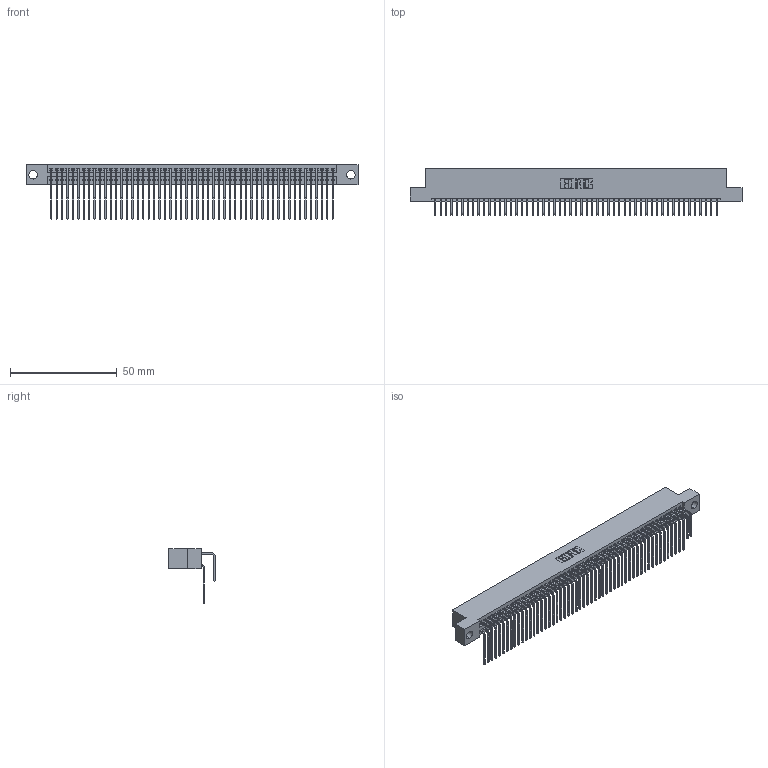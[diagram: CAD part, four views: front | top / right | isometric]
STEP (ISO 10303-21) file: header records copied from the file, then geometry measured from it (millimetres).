
FILE_DESCRIPTION (( 'STEP AP203' ), '1' );
FILE_NAME ('345-106-558-204.STEP', '2021-05-21T14:14:52', ( '' ), ( '' ), 'SwSTEP 2.0', 'SolidWorks 2020', '' );
FILE_SCHEMA (( 'CONFIG_CONTROL_DESIGN' ));
Length unit declared in the file: inch
Products named in the file (4): 345-106-558-204; 345 Part_Flush Mounting Lugs - 0.156 Dia-TI; 345-292-001_558 559 Tail - 1; 345-292-001_558 Tail - 2
Assembly tree (107 placements, depth 2):
  345-106-558-204
    345 Part_Flush Mounting Lugs - 0.156 Dia-TI
    345-292-001_558 559 Tail - 1  x53
    345-292-001_558 Tail - 2  x53
Bounding box: 155.83 x 21.83 x 25.53 mm (x, y, z)
Volume: 15745 mm3; surface area: 26213.8 mm2
Topology: 107 solids, 107 shells, 5652 faces, 16807 edges, 11062 vertices
Faces by surface type: plane 3804, cylinder 1848
Entity records: 42175 total; most frequent: CARTESIAN_POINT 7109, ORIENTED_EDGE 6990, DIRECTION 6227, EDGE_CURVE 3495, VECTOR 3111, LINE 3111, VERTEX_POINT 2326, AXIS2_PLACEMENT_3D 1558
